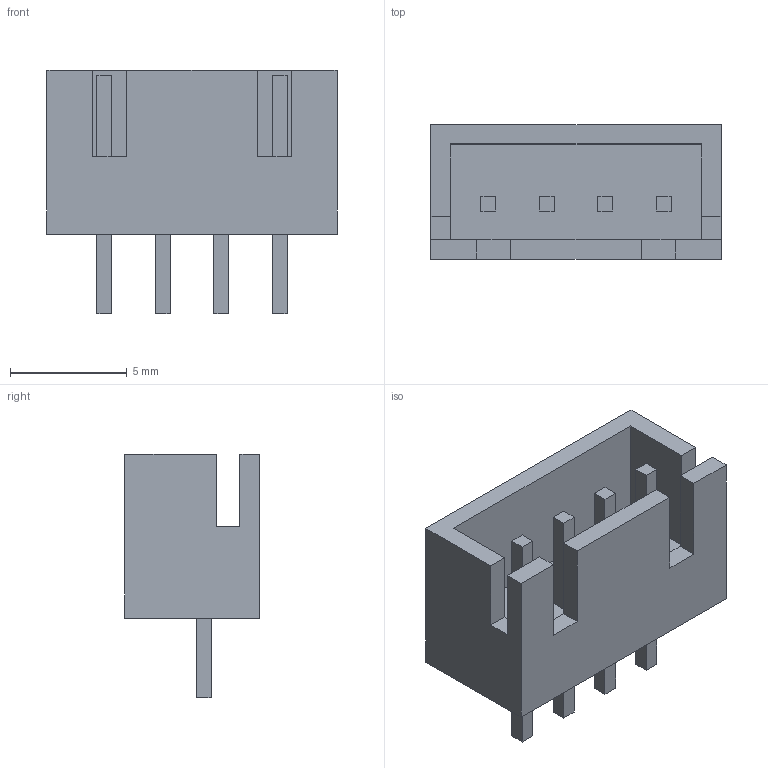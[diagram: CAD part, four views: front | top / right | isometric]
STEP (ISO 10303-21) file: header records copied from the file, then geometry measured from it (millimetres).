
FILE_DESCRIPTION((''),'2;1');
FILE_NAME('JST_B4B-XH-A(LF)(SN).stp','2014-08-14T11:22:55',(''),(''),'Mechanical Desktop 2011','Mechanical Desktop 2011',', , ');
FILE_SCHEMA(('AUTOMOTIVE_DESIGN { 1 2 10303 214 1 1 1 1 }'));
Length unit declared in the file: millimetre
Products named in the file (1): Product
Bounding box: 12.4 x 5.75 x 10.4 mm (x, y, z)
Volume: 291.7 mm3; surface area: 612.2 mm2
Topology: 9 solids, 9 shells, 72 faces, 162 edges, 108 vertices
Faces by surface type: bspline 48, plane 24
Entity records: 2010 total; most frequent: CARTESIAN_POINT 487, ORIENTED_EDGE 324, DIRECTION 212, VECTOR 162, LINE 162, EDGE_CURVE 162, VERTEX_POINT 108, EDGE_LOOP 72
